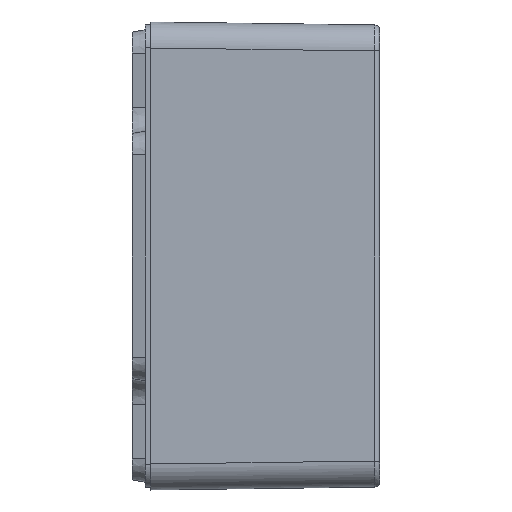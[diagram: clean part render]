
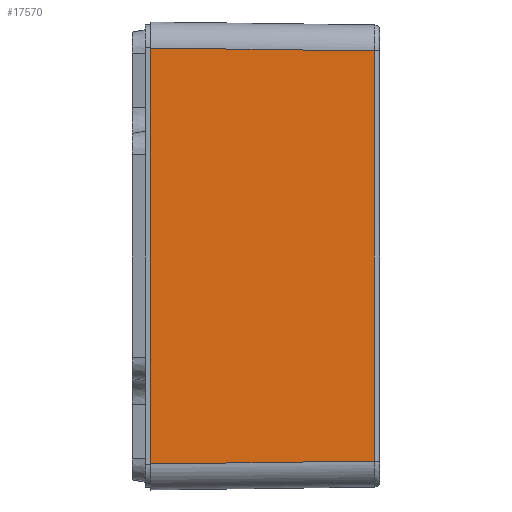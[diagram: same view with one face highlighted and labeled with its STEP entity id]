
A CAD part, left-side view. The second image highlights one B-rep face of the part: STEP entity #17570.
In plain terms, the highlighted face is planar.
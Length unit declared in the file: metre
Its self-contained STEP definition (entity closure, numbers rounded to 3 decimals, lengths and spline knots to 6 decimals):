
#695 = CARTESIAN_POINT ( 'NONE',  ( -0.012148, 0.006551, -0.044013 ) ) ;
#1003 = EDGE_CURVE ( 'NONE', #7493, #3163, #9733, .T. ) ;
#1390 = EDGE_CURVE ( 'NONE', #6579, #3163, #12114, .T. ) ;
#1670 = VECTOR ( 'NONE', #17025, 1. ) ;
#2334 = CARTESIAN_POINT ( 'NONE',  ( -0.012724, 0.012127, 0. ) ) ;
#2393 = PLANE ( 'NONE',  #12478 ) ;
#3163 = VERTEX_POINT ( 'NONE', #695 ) ;
#3731 = CARTESIAN_POINT ( 'NONE',  ( -0.012148, -0.010373, -0.044013 ) ) ;
#5405 = DIRECTION ( 'NONE',  ( -0.013, 0., 1. ) ) ;
#5493 = CARTESIAN_POINT ( 'NONE',  ( -0.012148, -0.072298, -0.044013 ) ) ;
#6579 = VERTEX_POINT ( 'NONE', #5493 ) ;
#6730 = DIRECTION ( 'NONE',  ( 0., 1., 0. ) ) ;
#7493 = VERTEX_POINT ( 'NONE', #16901 ) ;
#7837 = EDGE_CURVE ( 'NONE', #15943, #7493, #11988, .T. ) ;
#8811 = DIRECTION ( 'NONE',  ( 0., 1., 0. ) ) ;
#8981 = ORIENTED_EDGE ( 'NONE', *, *, #13400, .F. ) ;
#9733 = LINE ( 'NONE', #11719, #10212 ) ;
#10212 = VECTOR ( 'NONE', #12128, 1. ) ;
#11156 = VECTOR ( 'NONE', #6730, 1. ) ;
#11568 = CARTESIAN_POINT ( 'NONE',  ( -0.012711, -0.072861, -0.001 ) ) ;
#11719 = CARTESIAN_POINT ( 'NONE',  ( -0.012711, 0.007114, -0.001 ) ) ;
#11988 = LINE ( 'NONE', #19374, #18102 ) ;
#12114 = LINE ( 'NONE', #3731, #11156 ) ;
#12128 = DIRECTION ( 'NONE',  ( 0.013, -0.013, -1. ) ) ;
#12478 = AXIS2_PLACEMENT_3D ( 'NONE', #2334, #14457, #5405 ) ;
#12747 = ORIENTED_EDGE ( 'NONE', *, *, #1003, .T. ) ;
#13400 = EDGE_CURVE ( 'NONE', #15943, #6579, #17716, .T. ) ;
#13810 = ORIENTED_EDGE ( 'NONE', *, *, #1390, .F. ) ;
#13996 = EDGE_LOOP ( 'NONE', ( #13810, #8981, #17042, #12747 ) ) ;
#14027 = FACE_OUTER_BOUND ( 'NONE', #13996, .T. ) ;
#14457 = DIRECTION ( 'NONE',  ( -1., 0., -0.013 ) ) ;
#15943 = VERTEX_POINT ( 'NONE', #11568 ) ;
#16901 = CARTESIAN_POINT ( 'NONE',  ( -0.012711, 0.007114, -0.001 ) ) ;
#17025 = DIRECTION ( 'NONE',  ( 0.013, 0.013, -1. ) ) ;
#17042 = ORIENTED_EDGE ( 'NONE', *, *, #7837, .T. ) ;
#17570 = ADVANCED_FACE ( 'NONE', ( #14027 ), #2393, .T. ) ;
#17716 = LINE ( 'NONE', #18162, #1670 ) ;
#18102 = VECTOR ( 'NONE', #8811, 1. ) ;
#18162 = CARTESIAN_POINT ( 'NONE',  ( -0.012717, -0.072867, -0.000523 ) ) ;
#19374 = CARTESIAN_POINT ( 'NONE',  ( -0.012711, 0.012127, -0.001 ) ) ;
